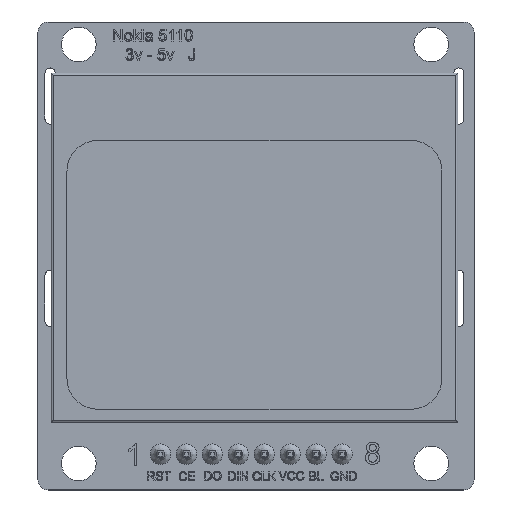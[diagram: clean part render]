
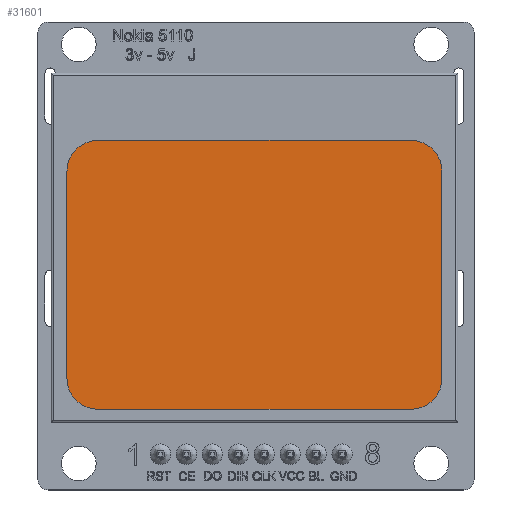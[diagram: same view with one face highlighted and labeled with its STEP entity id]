
A CAD part, top view. The second image highlights one B-rep face of the part: STEP entity #31601.
In plain terms, the highlighted planar face has unit normal (0, 0, 1).
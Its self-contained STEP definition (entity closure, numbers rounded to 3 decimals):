
#5073=FACE_OUTER_BOUND('',#6921,.T.);
#6921=EDGE_LOOP('',(#28815,#28816,#28817,#28818));
#9478=LINE('',#61927,#12096);
#9481=LINE('',#61933,#12099);
#9484=LINE('',#61939,#12102);
#9487=LINE('',#61943,#12105);
#12096=VECTOR('',#36636,10.);
#12099=VECTOR('',#36641,10.);
#12102=VECTOR('',#36646,10.);
#12105=VECTOR('',#36651,10.);
#15200=VERTEX_POINT('',#61924);
#15201=VERTEX_POINT('',#61926);
#15203=VERTEX_POINT('',#61932);
#15205=VERTEX_POINT('',#61938);
#19750=EDGE_CURVE('',#15201,#15200,#9478,.T.);
#19753=EDGE_CURVE('',#15203,#15201,#9481,.T.);
#19756=EDGE_CURVE('',#15205,#15203,#9484,.T.);
#19759=EDGE_CURVE('',#15200,#15205,#9487,.T.);
#28815=ORIENTED_EDGE('',*,*,#19759,.T.);
#28816=ORIENTED_EDGE('',*,*,#19756,.T.);
#28817=ORIENTED_EDGE('',*,*,#19753,.T.);
#28818=ORIENTED_EDGE('',*,*,#19750,.T.);
#29959=PLANE('',#32493);
#31601=ADVANCED_FACE('',(#5073),#29959,.T.);
#32493=AXIS2_PLACEMENT_3D('',#61944,#36652,#36653);
#36636=DIRECTION('',(0.,-1.,0.));
#36641=DIRECTION('',(-1.,0.,0.));
#36646=DIRECTION('',(0.,1.,0.));
#36651=DIRECTION('',(1.,0.,0.));
#36652=DIRECTION('center_axis',(0.,0.,1.));
#36653=DIRECTION('ref_axis',(1.,0.,0.));
#61924=CARTESIAN_POINT('',(-19.75,-16.,4.2));
#61926=CARTESIAN_POINT('',(-19.75,17.6,4.2));
#61927=CARTESIAN_POINT('',(-19.75,17.6,4.2));
#61932=CARTESIAN_POINT('',(19.45,17.6,4.2));
#61933=CARTESIAN_POINT('',(19.45,17.6,4.2));
#61938=CARTESIAN_POINT('',(19.45,-16.,4.2));
#61939=CARTESIAN_POINT('',(19.45,-16.,4.2));
#61943=CARTESIAN_POINT('',(-19.75,-16.,4.2));
#61944=CARTESIAN_POINT('Origin',(-0.15,0.8,4.2));
